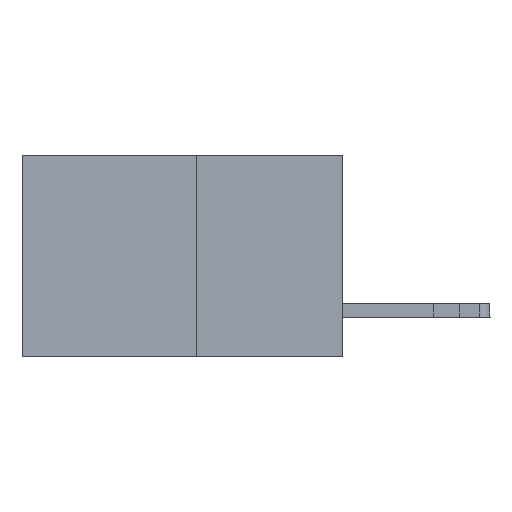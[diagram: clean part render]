
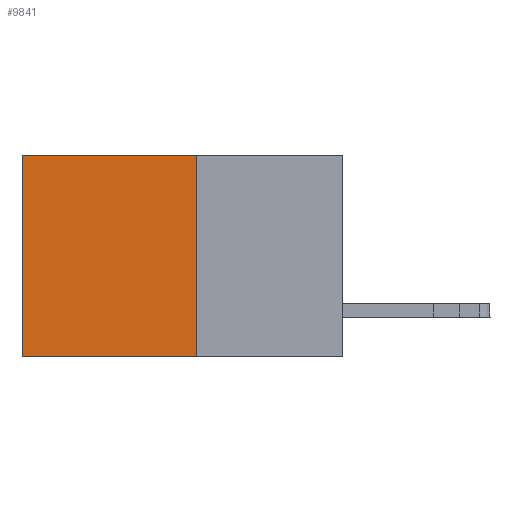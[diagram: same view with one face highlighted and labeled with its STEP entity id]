
A CAD part, left-side view. The second image highlights one B-rep face of the part: STEP entity #9841.
In plain terms, the highlighted planar face has unit normal (-1, 0, 0).
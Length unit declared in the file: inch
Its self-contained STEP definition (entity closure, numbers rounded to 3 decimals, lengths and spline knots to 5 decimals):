
#613 = CARTESIAN_POINT ( 'NONE',  ( 0.277, 0.59, -0.37 ) ) ;
#632 = DIRECTION ( 'NONE',  ( 0., 0., -1. ) ) ;
#817 = LINE ( 'NONE', #613, #11246 ) ;
#2383 = LINE ( 'NONE', #14152, #16297 ) ;
#2647 = CARTESIAN_POINT ( 'NONE',  ( 0.277, 0.27, 0. ) ) ;
#3646 = LINE ( 'NONE', #9740, #10033 ) ;
#3814 = EDGE_CURVE ( 'NONE', #10183, #12487, #5846, .T. ) ;
#5779 = FACE_OUTER_BOUND ( 'NONE', #12147, .T. ) ;
#5846 = LINE ( 'NONE', #7975, #9038 ) ;
#6045 = PLANE ( 'NONE',  #9896 ) ;
#7092 = DIRECTION ( 'NONE',  ( 0., 1., 0. ) ) ;
#7435 = CARTESIAN_POINT ( 'NONE',  ( 0.277, 0.27, -0.37 ) ) ;
#7460 = DIRECTION ( 'NONE',  ( 0., 0., -1. ) ) ;
#7837 = ORIENTED_EDGE ( 'NONE', *, *, #9207, .F. ) ;
#7975 = CARTESIAN_POINT ( 'NONE',  ( 0.277, 0.27, 0. ) ) ;
#8019 = DIRECTION ( 'NONE',  ( 0., 1., 0. ) ) ;
#8802 = DIRECTION ( 'NONE',  ( 1., 0., 0. ) ) ;
#9038 = VECTOR ( 'NONE', #8019, 39.37008 ) ;
#9207 = EDGE_CURVE ( 'NONE', #10183, #12278, #2383, .T. ) ;
#9734 = VERTEX_POINT ( 'NONE', #9923 ) ;
#9740 = CARTESIAN_POINT ( 'NONE',  ( 0.277, 0.27, -0.37 ) ) ;
#9841 = ADVANCED_FACE ( 'NONE', ( #5779 ), #6045, .F. ) ;
#9896 = AXIS2_PLACEMENT_3D ( 'NONE', #7435, #8802, #632 ) ;
#9923 = CARTESIAN_POINT ( 'NONE',  ( 0.277, 0.59, -0.37 ) ) ;
#10033 = VECTOR ( 'NONE', #7092, 39.37008 ) ;
#10183 = VERTEX_POINT ( 'NONE', #2647 ) ;
#11246 = VECTOR ( 'NONE', #12837, 39.37008 ) ;
#12131 = ORIENTED_EDGE ( 'NONE', *, *, #14550, .F. ) ;
#12147 = EDGE_LOOP ( 'NONE', ( #14654, #12131, #7837, #15375 ) ) ;
#12278 = VERTEX_POINT ( 'NONE', #15309 ) ;
#12487 = VERTEX_POINT ( 'NONE', #16988 ) ;
#12837 = DIRECTION ( 'NONE',  ( 0., 0., -1. ) ) ;
#13006 = EDGE_CURVE ( 'NONE', #12487, #9734, #817, .T. ) ;
#14152 = CARTESIAN_POINT ( 'NONE',  ( 0.277, 0.27, -0.37 ) ) ;
#14550 = EDGE_CURVE ( 'NONE', #12278, #9734, #3646, .T. ) ;
#14654 = ORIENTED_EDGE ( 'NONE', *, *, #13006, .T. ) ;
#15309 = CARTESIAN_POINT ( 'NONE',  ( 0.277, 0.27, -0.37 ) ) ;
#15375 = ORIENTED_EDGE ( 'NONE', *, *, #3814, .T. ) ;
#16297 = VECTOR ( 'NONE', #7460, 39.37008 ) ;
#16988 = CARTESIAN_POINT ( 'NONE',  ( 0.277, 0.59, 0. ) ) ;
